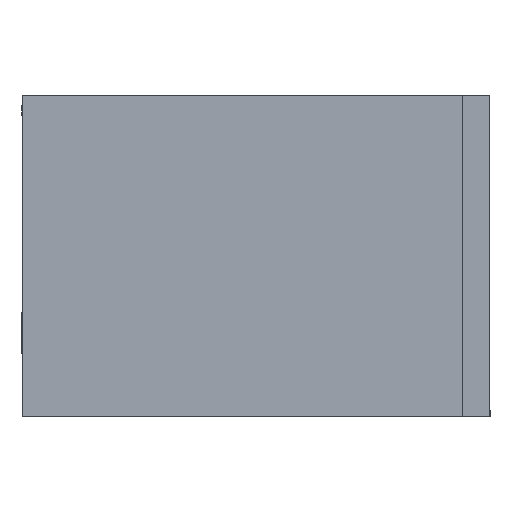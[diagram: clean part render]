
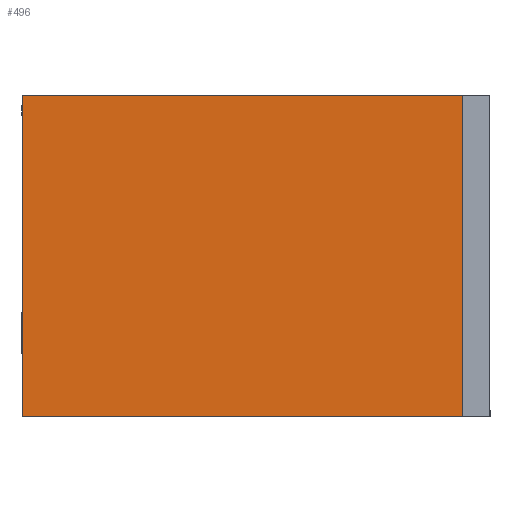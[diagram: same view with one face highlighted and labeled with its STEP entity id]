
A CAD part, left-side view. The second image highlights one B-rep face of the part: STEP entity #496.
In plain terms, the highlighted planar face has unit normal (-1, 0, 0).
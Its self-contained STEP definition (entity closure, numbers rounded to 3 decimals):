
#46=PLANE('',#547);
#66=FACE_OUTER_BOUND('',#94,.T.);
#94=EDGE_LOOP('',(#404,#405,#406,#407));
#128=LINE('',#734,#182);
#154=LINE('',#786,#208);
#155=LINE('',#788,#209);
#156=LINE('',#789,#210);
#182=VECTOR('',#601,10.);
#208=VECTOR('',#645,10.);
#209=VECTOR('',#646,10.);
#210=VECTOR('',#647,10.);
#248=VERTEX_POINT('',#731);
#249=VERTEX_POINT('',#733);
#266=VERTEX_POINT('',#785);
#267=VERTEX_POINT('',#787);
#296=EDGE_CURVE('',#249,#248,#128,.T.);
#322=EDGE_CURVE('',#248,#266,#154,.T.);
#323=EDGE_CURVE('',#266,#267,#155,.T.);
#324=EDGE_CURVE('',#267,#249,#156,.T.);
#404=ORIENTED_EDGE('',*,*,#296,.T.);
#405=ORIENTED_EDGE('',*,*,#322,.T.);
#406=ORIENTED_EDGE('',*,*,#323,.T.);
#407=ORIENTED_EDGE('',*,*,#324,.T.);
#496=ADVANCED_FACE('',(#66),#46,.T.);
#547=AXIS2_PLACEMENT_3D('',#784,#643,#644);
#601=DIRECTION('',(0.,0.,1.));
#643=DIRECTION('center_axis',(-1.,0.,0.));
#644=DIRECTION('ref_axis',(0.,0.,1.));
#645=DIRECTION('',(0.,1.,0.));
#646=DIRECTION('',(0.,0.,-1.));
#647=DIRECTION('',(0.,-1.,0.));
#731=CARTESIAN_POINT('',(-708.485,-47.453,113.584));
#733=CARTESIAN_POINT('',(-708.485,-47.453,90.584));
#734=CARTESIAN_POINT('',(-708.485,-47.453,102.084));
#784=CARTESIAN_POINT('Origin',(-708.485,-32.703,102.084));
#785=CARTESIAN_POINT('',(-708.485,-15.953,113.584));
#786=CARTESIAN_POINT('',(-708.485,-49.453,113.584));
#787=CARTESIAN_POINT('',(-708.485,-15.953,90.584));
#788=CARTESIAN_POINT('',(-708.485,-15.953,113.584));
#789=CARTESIAN_POINT('',(-708.485,-15.953,90.584));
